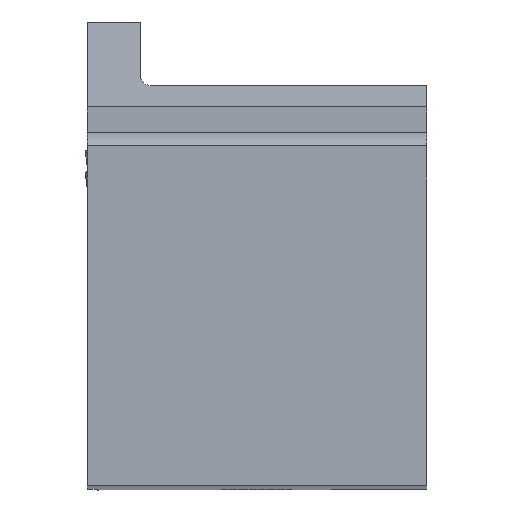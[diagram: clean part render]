
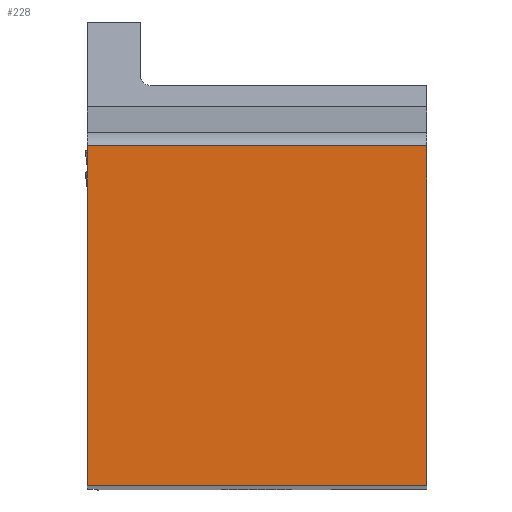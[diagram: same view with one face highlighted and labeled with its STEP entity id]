
A CAD part, top view. The second image highlights one B-rep face of the part: STEP entity #228.
In plain terms, the highlighted planar face has unit normal (0, 0, 1).
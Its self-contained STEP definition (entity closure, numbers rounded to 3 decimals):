
#228=ADVANCED_FACE('',(#421),#327,.T.);
#327=PLANE('',#3039);
#421=FACE_OUTER_BOUND('',#557,.T.);
#557=EDGE_LOOP('',(#1066,#1067,#1068,#1069));
#1066=ORIENTED_EDGE('',*,*,#1931,.T.);
#1067=ORIENTED_EDGE('',*,*,#1849,.T.);
#1068=ORIENTED_EDGE('',*,*,#1808,.T.);
#1069=ORIENTED_EDGE('',*,*,#1937,.T.);
#1501=VERTEX_POINT('',#4757);
#1502=VERTEX_POINT('',#4759);
#1534=VERTEX_POINT('',#4878);
#1588=VERTEX_POINT('',#5076);
#1808=EDGE_CURVE('',#1502,#1501,#2465,.T.);
#1849=EDGE_CURVE('',#1534,#1502,#2489,.T.);
#1931=EDGE_CURVE('',#1588,#1534,#2540,.T.);
#1937=EDGE_CURVE('',#1501,#1588,#2545,.T.);
#2465=LINE('',#4758,#2673);
#2489=LINE('',#4877,#2697);
#2540=LINE('',#5075,#2748);
#2545=LINE('',#5087,#2753);
#2673=VECTOR('',#3339,1.);
#2697=VECTOR('',#3407,1.);
#2748=VECTOR('',#3568,1.);
#2753=VECTOR('',#3581,1.);
#3039=AXIS2_PLACEMENT_3D('',#5089,#3584,#3585);
#3339=DIRECTION('',(0.,1.,0.));
#3407=DIRECTION('',(1.,0.,0.));
#3568=DIRECTION('',(0.,-1.,0.));
#3581=DIRECTION('',(-1.,0.,0.));
#3584=DIRECTION('',(0.,0.,1.));
#3585=DIRECTION('',(1.,0.,0.));
#4757=CARTESIAN_POINT('',(0.,16.,0.));
#4758=CARTESIAN_POINT('',(0.,0.,0.));
#4759=CARTESIAN_POINT('',(0.,0.,0.));
#4877=CARTESIAN_POINT('',(-16.,0.,0.));
#4878=CARTESIAN_POINT('',(-16.,0.,0.));
#5075=CARTESIAN_POINT('',(-16.,16.,0.));
#5076=CARTESIAN_POINT('',(-16.,16.,0.));
#5087=CARTESIAN_POINT('',(0.,16.,0.));
#5089=CARTESIAN_POINT('',(-8.,8.,0.));
